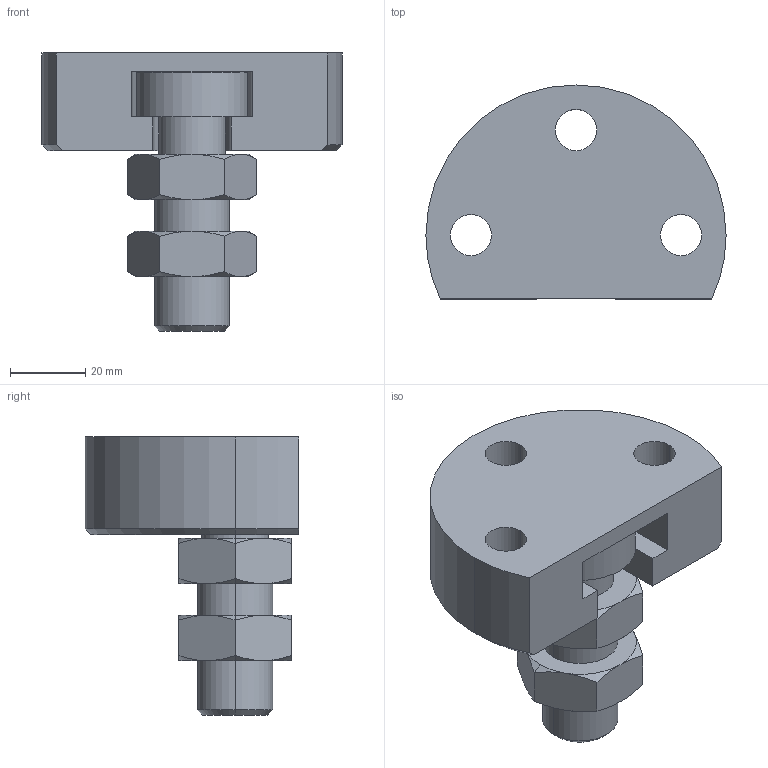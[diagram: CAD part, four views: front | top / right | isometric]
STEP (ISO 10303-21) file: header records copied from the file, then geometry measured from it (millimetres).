
FILE_DESCRIPTION(('STEP AP214'),'1');
FILE_NAME(' ',' ',('TraceParts'),('TraceParts S.A.'),'XStep 1.0',' ',' ');
FILE_SCHEMA(('automotive_design'));
Length unit declared in the file: millimetre
Products named in the file (3): 1; 2; 3
Bounding box: 80 x 57 x 74.1 mm (x, y, z)
Volume: 107676 mm3; surface area: 28547.2 mm2
Topology: 3 solids, 3 shells, 93 faces, 207 edges, 126 vertices
Faces by surface type: cone 37, plane 31, cylinder 25
Entity records: 5005 total; most frequent: CARTESIAN_POINT 529, DIRECTION 436, STYLED_ITEM 429, PRESENTATION_STYLE_ASSIGNMENT 429, COLOUR_RGB 429, ORIENTED_EDGE 414, EDGE_CURVE 207, CURVE_STYLE 207
